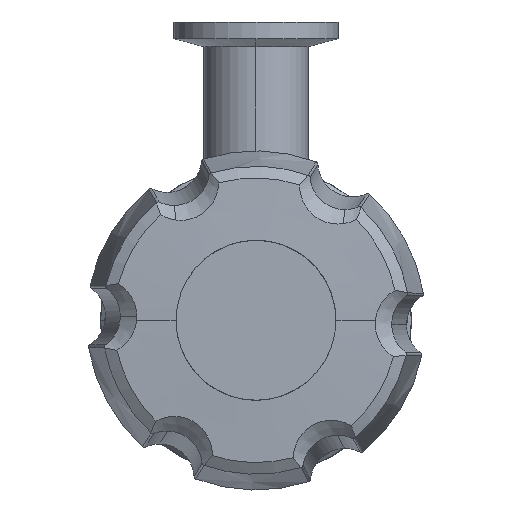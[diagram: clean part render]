
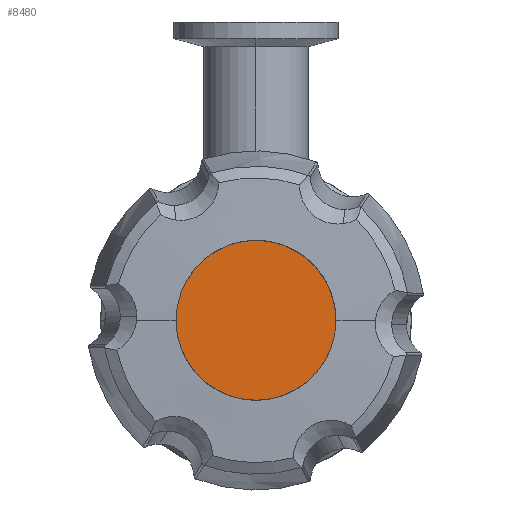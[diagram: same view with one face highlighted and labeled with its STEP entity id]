
A CAD part, top view. The second image highlights one B-rep face of the part: STEP entity #8480.
In plain terms, the highlighted planar face has unit normal (0, 0, 1).
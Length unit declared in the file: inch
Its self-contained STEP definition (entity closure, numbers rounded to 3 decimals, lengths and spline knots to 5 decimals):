
#478 = EDGE_CURVE ( 'NONE', #10970, #9466, #10659, .T. ) ;
#697 = DIRECTION ( 'NONE',  ( 0., 0., 1. ) ) ;
#889 = ORIENTED_EDGE ( 'NONE', *, *, #2325, .T. ) ;
#1536 = ORIENTED_EDGE ( 'NONE', *, *, #478, .T. ) ;
#2325 = EDGE_CURVE ( 'NONE', #9466, #10970, #6359, .T. ) ;
#2513 = AXIS2_PLACEMENT_3D ( 'NONE', #2529, #697, #9675 ) ;
#2529 = CARTESIAN_POINT ( 'NONE',  ( 0., 0., 2.99461 ) ) ;
#2912 = CARTESIAN_POINT ( 'NONE',  ( -0.575, 0., 2.99461 ) ) ;
#3523 = DIRECTION ( 'NONE',  ( 0., 0., 1. ) ) ;
#3863 = AXIS2_PLACEMENT_3D ( 'NONE', #7082, #3523, #9833 ) ;
#4462 = CARTESIAN_POINT ( 'NONE',  ( 0., 0., 2.99461 ) ) ;
#4729 = FACE_OUTER_BOUND ( 'NONE', #7818, .T. ) ;
#4962 = CARTESIAN_POINT ( 'NONE',  ( 0.575, 0., 2.99461 ) ) ;
#5383 = DIRECTION ( 'NONE',  ( 1., 0., 0. ) ) ;
#6359 = CIRCLE ( 'NONE', #8310, 0.575 ) ;
#7082 = CARTESIAN_POINT ( 'NONE',  ( -0.28742, 0.0069, 2.99461 ) ) ;
#7818 = EDGE_LOOP ( 'NONE', ( #889, #1536 ) ) ;
#8310 = AXIS2_PLACEMENT_3D ( 'NONE', #4462, #10761, #5383 ) ;
#8480 = ADVANCED_FACE ( 'NONE', ( #4729 ), #11584, .T. ) ;
#9466 = VERTEX_POINT ( 'NONE', #4962 ) ;
#9675 = DIRECTION ( 'NONE',  ( 1., 0., 0. ) ) ;
#9833 = DIRECTION ( 'NONE',  ( 1., 0., 0. ) ) ;
#10659 = CIRCLE ( 'NONE', #2513, 0.575 ) ;
#10761 = DIRECTION ( 'NONE',  ( 0., 0., 1. ) ) ;
#10970 = VERTEX_POINT ( 'NONE', #2912 ) ;
#11584 = PLANE ( 'NONE',  #3863 ) ;
